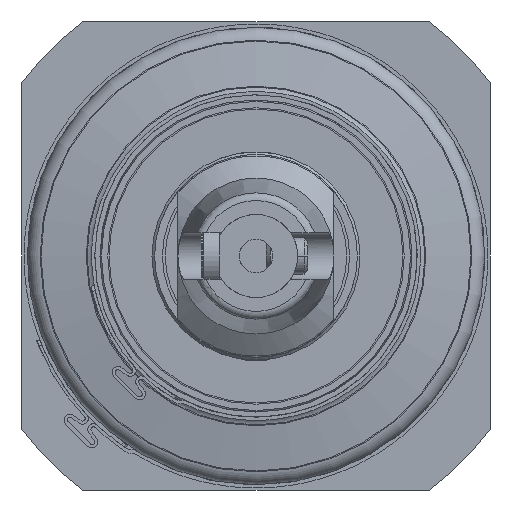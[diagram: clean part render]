
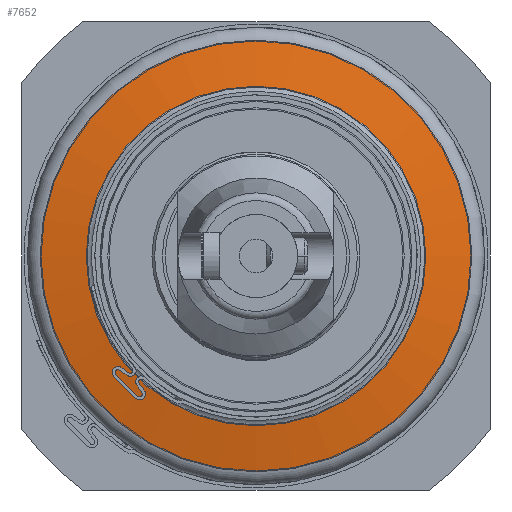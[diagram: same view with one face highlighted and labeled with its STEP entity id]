
A CAD part, left-side view. The second image highlights one B-rep face of the part: STEP entity #7652.
In plain terms, the highlighted conical face has half-angle 80 degrees and reference radius 37.087 mm.
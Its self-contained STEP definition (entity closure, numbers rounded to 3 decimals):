
#404=CONICAL_SURFACE('',#8522,37.087,80.);
#1335=FACE_BOUND('',#2852,.T.);
#1712=CIRCLE('',#8521,32.653);
#1713=CIRCLE('',#8523,41.521);
#2163=FACE_OUTER_BOUND('',#2851,.T.);
#2851=EDGE_LOOP('',(#6027));
#2852=EDGE_LOOP('',(#6028));
#3554=VERTEX_POINT('',#13505);
#3555=VERTEX_POINT('',#13508);
#4415=EDGE_CURVE('',#3554,#3554,#1712,.T.);
#4416=EDGE_CURVE('',#3555,#3555,#1713,.T.);
#6027=ORIENTED_EDGE('',*,*,#4415,.T.);
#6028=ORIENTED_EDGE('',*,*,#4416,.F.);
#7652=ADVANCED_FACE('',(#2163,#1335),#404,.T.);
#8521=AXIS2_PLACEMENT_3D('',#13506,#10373,#10374);
#8522=AXIS2_PLACEMENT_3D('',#13507,#10375,#10376);
#8523=AXIS2_PLACEMENT_3D('',#13509,#10377,#10378);
#10373=DIRECTION('center_axis',(1.,0.,0.));
#10374=DIRECTION('ref_axis',(0.,-0.001,-1.));
#10375=DIRECTION('center_axis',(1.,0.,0.));
#10376=DIRECTION('ref_axis',(0.,1.,-0.001));
#10377=DIRECTION('center_axis',(1.,0.,0.));
#10378=DIRECTION('ref_axis',(0.,-0.001,-1.));
#13505=CARTESIAN_POINT('',(-28.494,32.653,-0.026));
#13506=CARTESIAN_POINT('Origin',(-28.494,0.,0.));
#13507=CARTESIAN_POINT('Origin',(-27.712,0.,0.));
#13508=CARTESIAN_POINT('',(-26.93,41.521,-0.033));
#13509=CARTESIAN_POINT('Origin',(-26.93,0.,0.));
